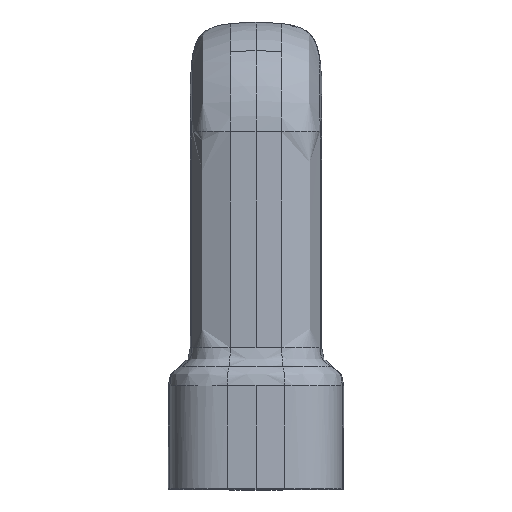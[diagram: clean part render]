
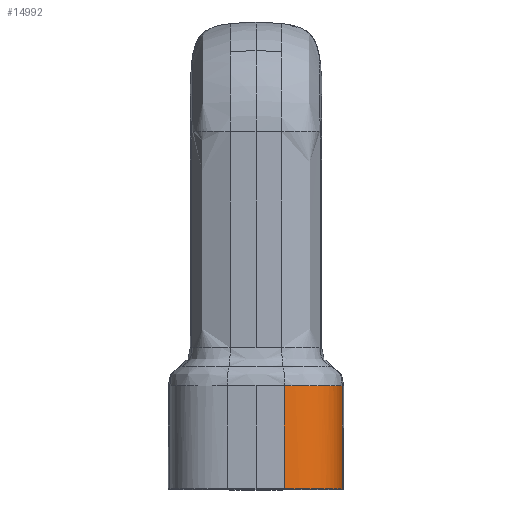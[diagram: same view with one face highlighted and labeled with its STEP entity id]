
A CAD part, left-side view. The second image highlights one B-rep face of the part: STEP entity #14992.
In plain terms, the highlighted free-form (B-spline) face has degree [3, 1] with [14, 2] control points.
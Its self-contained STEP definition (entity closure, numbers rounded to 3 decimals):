
#405 = CARTESIAN_POINT ( 'NONE',  ( -84.353, -5.088, 7.134 ) ) ;
#488 = CARTESIAN_POINT ( 'NONE',  ( -84.923, -4.563, 0.1 ) ) ;
#942 = CARTESIAN_POINT ( 'NONE',  ( -85.353, -3.925, 0.1 ) ) ;
#1012 = CARTESIAN_POINT ( 'NONE',  ( -85.734, -2.967, 7.134 ) ) ;
#1536 = CARTESIAN_POINT ( 'NONE',  ( -82.96, -5.735, 0.1 ) ) ;
#1541 = CARTESIAN_POINT ( 'NONE',  ( -84.353, -5.088, 0.1 ) ) ;
#1614 = CARTESIAN_POINT ( 'NONE',  ( -85.082, -4.361, 0.1 ) ) ;
#1671 = CARTESIAN_POINT ( 'NONE',  ( -85.082, -4.361, 7.134 ) ) ;
#1799 = VERTEX_POINT ( 'NONE', #6706 ) ;
#1898 = CARTESIAN_POINT ( 'NONE',  ( -85.885, -1.947, 7.134 ) ) ;
#2211 = CARTESIAN_POINT ( 'NONE',  ( -85.734, -2.967, 0.1 ) ) ;
#2518 = CARTESIAN_POINT ( 'NONE',  ( -82.457, -5.824, 0.1 ) ) ;
#2677 = CARTESIAN_POINT ( 'NONE',  ( -83.68, -5.47, 0.1 ) ) ;
#2905 = CARTESIAN_POINT ( 'NONE',  ( -83.916, -5.357, 0.1 ) ) ;
#3060 = CARTESIAN_POINT ( 'NONE',  ( -85.824, -2.46, 0.1 ) ) ;
#3134 = CARTESIAN_POINT ( 'NONE',  ( -85.465, -3.689, 0.1 ) ) ;
#3281 = CARTESIAN_POINT ( 'NONE',  ( -84.555, -4.93, 0.1 ) ) ;
#3400 = B_SPLINE_CURVE_WITH_KNOTS ( 'NONE', 1,
 ( #5206, #8702 ),
 .UNSPECIFIED., .F., .F.,
 ( 2, 2 ),
 ( 0., 1. ),
 .UNSPECIFIED. ) ;
#3546 = B_SPLINE_CURVE_WITH_KNOTS ( 'NONE', 3,
 ( #5014, #8427, #10635, #9650, #14133, #1614, #488, #5090, #1541, #9724, #2677, #3729, #2518, #12993 ),
 .UNSPECIFIED., .F., .F.,
 ( 4, 2, 2, 2, 2, 2, 4 ),
 ( 0., 0.25, 0.375, 0.5, 0.625, 0.75, 1. ),
 .UNSPECIFIED. ) ;
#3729 = CARTESIAN_POINT ( 'NONE',  ( -82.96, -5.735, 0.1 ) ) ;
#4017 = CARTESIAN_POINT ( 'NONE',  ( -82.457, -5.824, 7.134 ) ) ;
#4018 = VERTEX_POINT ( 'NONE', #1898 ) ;
#4037 = CARTESIAN_POINT ( 'NONE',  ( -82.96, -5.735, 7.134 ) ) ;
#4174 = CARTESIAN_POINT ( 'NONE',  ( -85.824, -2.46, 7.134 ) ) ;
#4487 = CARTESIAN_POINT ( 'NONE',  ( -84.923, -4.563, 0.1 ) ) ;
#5014 = CARTESIAN_POINT ( 'NONE',  ( -85.885, -1.947, 0.1 ) ) ;
#5090 = CARTESIAN_POINT ( 'NONE',  ( -84.555, -4.93, 0.1 ) ) ;
#5160 = CARTESIAN_POINT ( 'NONE',  ( -82.457, -5.824, 0.1 ) ) ;
#5206 = CARTESIAN_POINT ( 'NONE',  ( -81.947, -5.885, 7.134 ) ) ;
#5688 = CARTESIAN_POINT ( 'NONE',  ( -85.885, -1.947, 0.1 ) ) ;
#6226 = FACE_OUTER_BOUND ( 'NONE', #7484, .T. ) ;
#6306 = CARTESIAN_POINT ( 'NONE',  ( -81.947, -5.885, 7.134 ) ) ;
#6430 = B_SPLINE_CURVE_WITH_KNOTS ( 'NONE', 3,
 ( #7421, #4017, #13439, #12150, #12070, #9855, #14495, #14651, #1671, #9778, #8638, #14572, #4174, #7660 ),
 .UNSPECIFIED., .F., .F.,
 ( 4, 2, 2, 2, 2, 2, 4 ),
 ( 0., 0.25, 0.375, 0.5, 0.625, 0.75, 1. ),
 .UNSPECIFIED. ) ;
#6664 = B_SPLINE_SURFACE_WITH_KNOTS ( 'NONE', 3, 1, ( 
 ( #6306, #7283 ),
 ( #11928, #5160 ),
 ( #4037, #1536 ),
 ( #8659, #14280 ),
 ( #10779, #2905 ),
 ( #405, #10855 ),
 ( #13609, #3281 ),
 ( #12616, #4487 ),
 ( #11469, #14822 ),
 ( #6832, #942 ),
 ( #14591, #3134 ),
 ( #1012, #2211 ),
 ( #14672, #3060 ),
 ( #9111, #9040 ) ),
 .UNSPECIFIED., .F., .F., .F.,
 ( 4, 2, 2, 2, 2, 2, 4 ),
 ( 2, 2 ),
 ( 0., 0.25, 0.375, 0.5, 0.625, 0.75, 1. ),
 ( 0., 1. ),
 .UNSPECIFIED. ) ;
#6706 = CARTESIAN_POINT ( 'NONE',  ( -85.885, -1.947, 0.1 ) ) ;
#6832 = CARTESIAN_POINT ( 'NONE',  ( -85.353, -3.925, 7.134 ) ) ;
#7283 = CARTESIAN_POINT ( 'NONE',  ( -81.947, -5.885, 0.1 ) ) ;
#7421 = CARTESIAN_POINT ( 'NONE',  ( -81.947, -5.885, 7.134 ) ) ;
#7484 = EDGE_LOOP ( 'NONE', ( #13553, #8461, #10729, #8681 ) ) ;
#7660 = CARTESIAN_POINT ( 'NONE',  ( -85.885, -1.947, 7.134 ) ) ;
#8198 =( BOUNDED_CURVE ( )  B_SPLINE_CURVE ( 1, ( #5688, #11332 ),
 .UNSPECIFIED., .F., .T. ) 
 B_SPLINE_CURVE_WITH_KNOTS ( ( 2, 2 ),
 ( 0., 1. ),
 .UNSPECIFIED. ) 
 CURVE ( )  GEOMETRIC_REPRESENTATION_ITEM ( )  RATIONAL_B_SPLINE_CURVE ( ( 0.977, 0.977 ) ) 
 REPRESENTATION_ITEM ( '' )  );
#8427 = CARTESIAN_POINT ( 'NONE',  ( -85.824, -2.46, 0.1 ) ) ;
#8461 = ORIENTED_EDGE ( 'NONE', *, *, #13954, .T. ) ;
#8638 = CARTESIAN_POINT ( 'NONE',  ( -85.465, -3.689, 7.134 ) ) ;
#8659 = CARTESIAN_POINT ( 'NONE',  ( -83.68, -5.47, 7.134 ) ) ;
#8681 = ORIENTED_EDGE ( 'NONE', *, *, #11202, .T. ) ;
#8702 = CARTESIAN_POINT ( 'NONE',  ( -81.947, -5.885, 0.1 ) ) ;
#9040 = CARTESIAN_POINT ( 'NONE',  ( -85.885, -1.947, 0.1 ) ) ;
#9111 = CARTESIAN_POINT ( 'NONE',  ( -85.885, -1.947, 7.134 ) ) ;
#9296 = CARTESIAN_POINT ( 'NONE',  ( -81.947, -5.885, 0.1 ) ) ;
#9650 = CARTESIAN_POINT ( 'NONE',  ( -85.465, -3.689, 0.1 ) ) ;
#9724 = CARTESIAN_POINT ( 'NONE',  ( -83.916, -5.357, 0.1 ) ) ;
#9778 = CARTESIAN_POINT ( 'NONE',  ( -85.353, -3.925, 7.134 ) ) ;
#9855 = CARTESIAN_POINT ( 'NONE',  ( -84.353, -5.088, 7.134 ) ) ;
#10370 = VERTEX_POINT ( 'NONE', #13400 ) ;
#10635 = CARTESIAN_POINT ( 'NONE',  ( -85.734, -2.967, 0.1 ) ) ;
#10729 = ORIENTED_EDGE ( 'NONE', *, *, #12202, .F. ) ;
#10779 = CARTESIAN_POINT ( 'NONE',  ( -83.916, -5.357, 7.134 ) ) ;
#10855 = CARTESIAN_POINT ( 'NONE',  ( -84.353, -5.088, 0.1 ) ) ;
#11202 = EDGE_CURVE ( 'NONE', #10370, #4018, #6430, .T. ) ;
#11332 = CARTESIAN_POINT ( 'NONE',  ( -85.885, -1.947, 7.134 ) ) ;
#11469 = CARTESIAN_POINT ( 'NONE',  ( -85.082, -4.361, 7.134 ) ) ;
#11928 = CARTESIAN_POINT ( 'NONE',  ( -82.457, -5.824, 7.134 ) ) ;
#12070 = CARTESIAN_POINT ( 'NONE',  ( -83.916, -5.357, 7.134 ) ) ;
#12150 = CARTESIAN_POINT ( 'NONE',  ( -83.68, -5.47, 7.134 ) ) ;
#12202 = EDGE_CURVE ( 'NONE', #10370, #12736, #3400, .T. ) ;
#12616 = CARTESIAN_POINT ( 'NONE',  ( -84.923, -4.563, 7.134 ) ) ;
#12736 = VERTEX_POINT ( 'NONE', #9296 ) ;
#12993 = CARTESIAN_POINT ( 'NONE',  ( -81.947, -5.885, 0.1 ) ) ;
#13400 = CARTESIAN_POINT ( 'NONE',  ( -81.947, -5.885, 7.134 ) ) ;
#13439 = CARTESIAN_POINT ( 'NONE',  ( -82.96, -5.735, 7.134 ) ) ;
#13553 = ORIENTED_EDGE ( 'NONE', *, *, #14170, .F. ) ;
#13609 = CARTESIAN_POINT ( 'NONE',  ( -84.555, -4.93, 7.134 ) ) ;
#13954 = EDGE_CURVE ( 'NONE', #1799, #12736, #3546, .T. ) ;
#14133 = CARTESIAN_POINT ( 'NONE',  ( -85.353, -3.925, 0.1 ) ) ;
#14170 = EDGE_CURVE ( 'NONE', #1799, #4018, #8198, .T. ) ;
#14280 = CARTESIAN_POINT ( 'NONE',  ( -83.68, -5.47, 0.1 ) ) ;
#14495 = CARTESIAN_POINT ( 'NONE',  ( -84.555, -4.93, 7.134 ) ) ;
#14572 = CARTESIAN_POINT ( 'NONE',  ( -85.734, -2.967, 7.134 ) ) ;
#14591 = CARTESIAN_POINT ( 'NONE',  ( -85.465, -3.689, 7.134 ) ) ;
#14651 = CARTESIAN_POINT ( 'NONE',  ( -84.923, -4.563, 7.134 ) ) ;
#14672 = CARTESIAN_POINT ( 'NONE',  ( -85.824, -2.46, 7.134 ) ) ;
#14822 = CARTESIAN_POINT ( 'NONE',  ( -85.082, -4.361, 0.1 ) ) ;
#14992 = ADVANCED_FACE ( 'NONE', ( #6226 ), #6664, .T. ) ;
